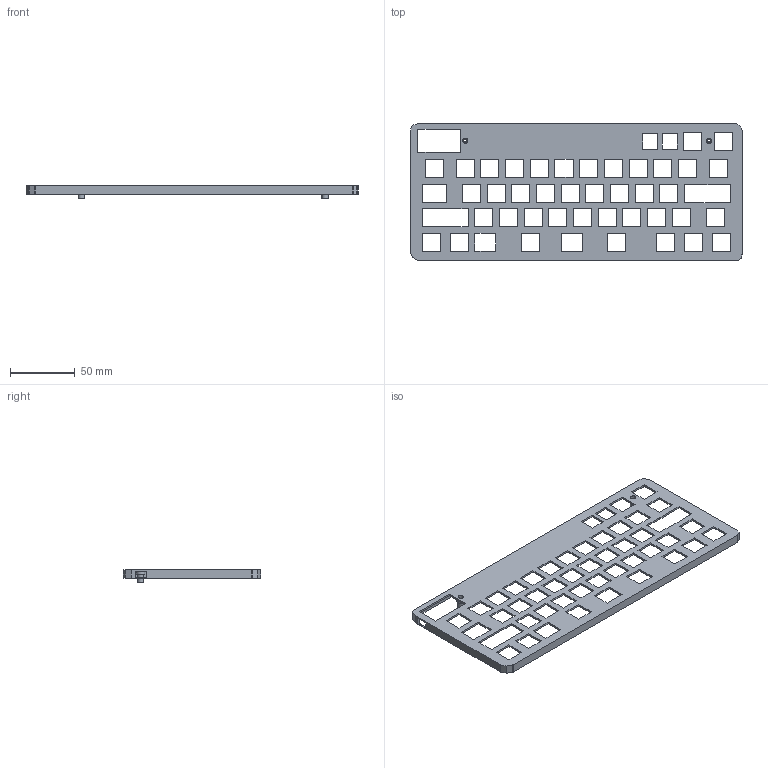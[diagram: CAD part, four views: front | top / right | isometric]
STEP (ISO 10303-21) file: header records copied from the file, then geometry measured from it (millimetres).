
FILE_DESCRIPTION(('Designed by EasyEDA Pro'),'2;1');
FILE_NAME('Open CASCADE Shape Model','2025-07-20T23:11:28',('Author'),( 'Open CASCADE'),'Open CASCADE STEP processor 7.8','Open CASCADE 7.8' ,'Unknown');
FILE_SCHEMA(('AUTOMOTIVE_DESIGN { 1 0 10303 214 1 1 1 1 }'));
Products named in the file (1): Open CASCADE STEP translator 7.8 1
Bounding box: 256.9 x 106.53 x 10 mm (x, y, z)
Volume: 31188.2 mm3; surface area: 47028.7 mm2
Topology: 1 solids, 1 shells, 365 faces, 1071 edges, 714 vertices
Faces by surface type: bspline 365
Entity records: 43513 total; most frequent: CARTESIAN_POINT 29361, B_SPLINE_CURVE_WITH_KNOTS 3185, ORIENTED_EDGE 2142, PCURVE 2142, DEFINITIONAL_REPRESENTATION 2142, EDGE_CURVE 1071, SURFACE_CURVE 1063, VERTEX_POINT 714
